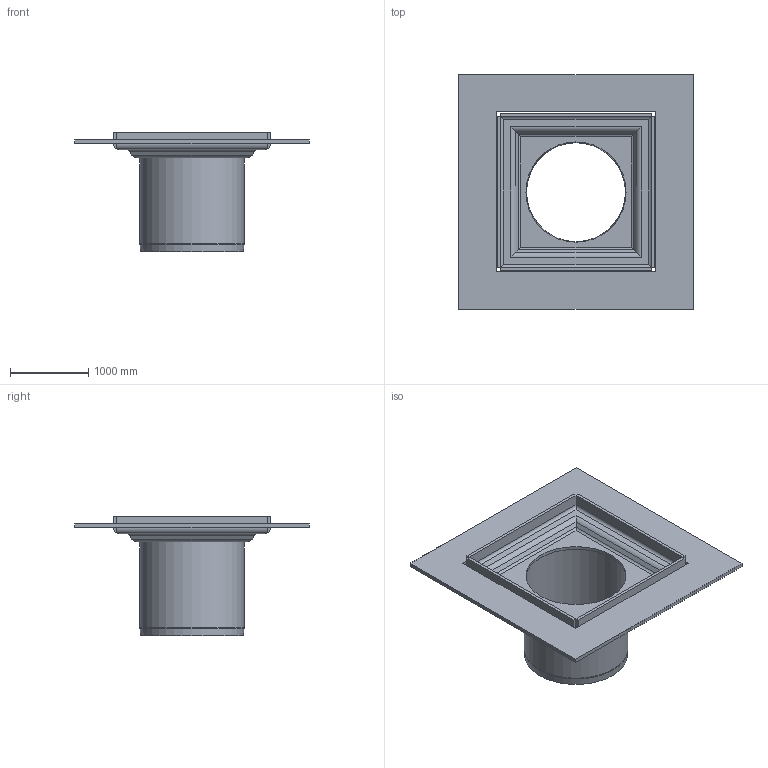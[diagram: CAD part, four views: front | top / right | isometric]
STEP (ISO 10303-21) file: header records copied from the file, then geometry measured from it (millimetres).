
FILE_DESCRIPTION(/* description */ (''),/* implementation_level */ '2;1');
FILE_NAME(/* name */ '18612.125X_3D.stp',/* time_stamp */ '2024-12-12T07:40:52+01:00',/* author */ ('CAD'),/* organization */ (''),/* preprocessor_version */ 'ST-DEVELOPER v20',/* originating_system */ 'AutoCAD Mechanical',/* authorisation */ '');
FILE_SCHEMA (('AUTOMOTIVE_DESIGN { 1 0 10303 214 3 1 1 }'));
Length unit declared in the file: centimetre
Products named in the file (2): Product; *S0
Assembly tree (1 placements, depth 2):
  Product
    *S0
Bounding box: 3000 x 3000 x 1530 mm (x, y, z)
Volume: 535225396.3 mm3; surface area: 29770822.8 mm2
Topology: 3 solids, 3 shells, 75 faces, 170 edges, 98 vertices
Faces by surface type: plane 43, cylinder 27, cone 3, torus 2
Full cylindrical faces by diameter (mm): 1280 x2, 1330 x1
Entity records: 2113 total; most frequent: DIRECTION 374, CARTESIAN_POINT 346, ORIENTED_EDGE 340, EDGE_CURVE 170, AXIS2_PLACEMENT_3D 126, LINE 122, VECTOR 122, VERTEX_POINT 98
